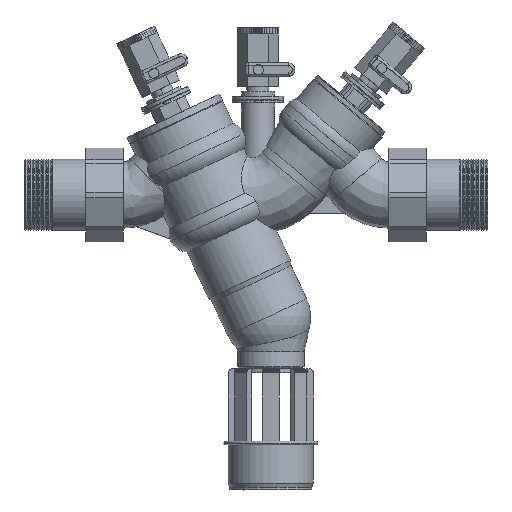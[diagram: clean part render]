
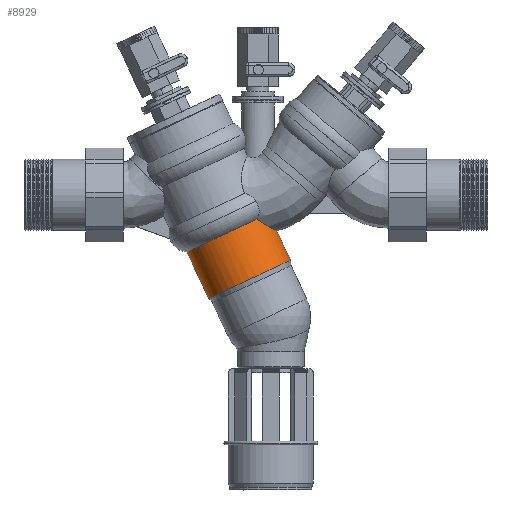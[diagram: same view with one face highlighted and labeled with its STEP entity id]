
A CAD part, front view. The second image highlights one B-rep face of the part: STEP entity #8929.
In plain terms, the highlighted cylindrical face has radius 26.5 mm (diameter 53 mm), a partial arc.
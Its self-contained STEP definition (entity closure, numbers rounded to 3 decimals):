
#5923=VERTEX_POINT('',#16184);
#6679=EDGE_CURVE('',#5923,#7939,#17012,.T.);
#6949=EDGE_CURVE('',#11009,#14271,#17312,.T.);
#7939=VERTEX_POINT('',#18402);
#8929=ADVANCED_FACE('',(#19485),#19486,.T.);
#9027=EDGE_CURVE('',#9127,#7939,#19594,.T.);
#9127=VERTEX_POINT('',#19700);
#11009=VERTEX_POINT('',#21743);
#12729=EDGE_CURVE('',#11009,#9127,#23639,.T.);
#13079=EDGE_CURVE('',#5923,#14271,#24025,.T.);
#14271=VERTEX_POINT('',#25338);
#16184=CARTESIAN_POINT('',(19.15,0.0,-38.414));
#17012=LINE('',#29554,#29555);
#17312=LINE('',#30138,#30139);
#18402=CARTESIAN_POINT('',(11.16,0.,-21.281));
#19485=FACE_OUTER_BOUND('',#34068,.T.);
#19486=CYLINDRICAL_SURFACE('',#34069,26.5);
#19594=B_SPLINE_CURVE_WITH_KNOTS('',3,(#34224,#34225,#34226,#34227,#34228,#34229,#34230,#34231,#34232,#34233,#34234,#34235,#34236,#34237,#34238,#34239),.UNSPECIFIED.,.F.,.F.,(4,2,2,2,2,2,2,4),(-49.232,-45.673,-41.976,-34.07,-22.252,-13.421,-6.397,-0.0),.UNSPECIFIED.);
#19700=CARTESIAN_POINT('',(-0.491,-18.563,-14.249));
#21743=CARTESIAN_POINT('',(-41.648,0.,-33.441));
#23639=B_SPLINE_CURVE_WITH_KNOTS('',3,(#44259,#44260,#44261,#44262,#44263,#44264,#44265,#44266,#44267,#44268,#44269,#44270,#44271,#44272,#44273,#44274),.UNSPECIFIED.,.F.,.F.,(4,2,2,2,2,2,2,4),(-0.0,5.861,11.723,22.075,32.427,42.779,53.131,62.86),.UNSPECIFIED.);
#24025=CIRCLE('',#46785,26.5);
#25338=CARTESIAN_POINT('',(-28.884,0.,-60.813));
#29554=CARTESIAN_POINT('',(10.697,0.,-20.288));
#29555=VECTOR('',#52861,1.0);
#30138=CARTESIAN_POINT('',(-37.337,0.,-42.687));
#30139=VECTOR('',#53238,1.0);
#34068=EDGE_LOOP('',(#55685,#55686,#55687,#55688,#55689));
#34069=AXIS2_PLACEMENT_3D('',#55690,#55691,#55692);
#34224=CARTESIAN_POINT('',(-16.291,-23.467,4.011));
#34225=CARTESIAN_POINT('',(-15.863,-23.511,2.897));
#34226=CARTESIAN_POINT('',(-15.356,-23.51,1.814));
#34227=CARTESIAN_POINT('',(-14.19,-23.43,-0.323));
#34228=CARTESIAN_POINT('',(-13.527,-23.347,-1.374));
#34229=CARTESIAN_POINT('',(-11.288,-22.967,-4.538));
#34230=CARTESIAN_POINT('',(-9.517,-22.53,-6.524));
#34231=CARTESIAN_POINT('',(-4.895,-20.966,-11.003));
#34232=CARTESIAN_POINT('',(-1.868,-19.581,-13.335));
#34233=CARTESIAN_POINT('',(3.097,-16.128,-16.719));
#34234=CARTESIAN_POINT('',(5.13,-14.311,-17.954));
#34235=CARTESIAN_POINT('',(8.191,-10.355,-19.71));
#34236=CARTESIAN_POINT('',(9.321,-8.379,-20.317));
#34237=CARTESIAN_POINT('',(10.786,-4.219,-21.091));
#34238=CARTESIAN_POINT('',(11.16,-2.132,-21.281));
#34239=CARTESIAN_POINT('',(11.16,0.0,-21.281));
#44259=CARTESIAN_POINT('',(-41.648,0.,-33.441));
#44260=CARTESIAN_POINT('',(-41.648,-1.954,-33.441));
#44261=CARTESIAN_POINT('',(-41.453,-3.902,-33.35));
#44262=CARTESIAN_POINT('',(-40.676,-7.714,-32.988));
#44263=CARTESIAN_POINT('',(-40.098,-9.567,-32.718));
#44264=CARTESIAN_POINT('',(-38.004,-14.452,-31.741));
#44265=CARTESIAN_POINT('',(-36.127,-17.254,-30.866));
#44266=CARTESIAN_POINT('',(-31.506,-21.904,-28.711));
#44267=CARTESIAN_POINT('',(-28.805,-23.71,-27.452));
#44268=CARTESIAN_POINT('',(-22.93,-26.076,-24.712));
#44269=CARTESIAN_POINT('',(-19.811,-26.615,-23.258));
#44270=CARTESIAN_POINT('',(-13.561,-26.344,-20.344));
#44271=CARTESIAN_POINT('',(-10.49,-25.536,-18.912));
#44272=CARTESIAN_POINT('',(-4.973,-22.753,-16.339));
#44273=CARTESIAN_POINT('',(-2.548,-20.875,-15.208));
#44274=CARTESIAN_POINT('',(-0.491,-18.563,-14.249));
#46785=AXIS2_PLACEMENT_3D('',#60572,#60573,#60574);
#52861=DIRECTION('',(-0.423,0.0,0.906));
#53238=DIRECTION('',(0.423,-0.0,-0.906));
#55685=ORIENTED_EDGE('',*,*,#6679,.T.);
#55686=ORIENTED_EDGE('',*,*,#9027,.F.);
#55687=ORIENTED_EDGE('',*,*,#12729,.F.);
#55688=ORIENTED_EDGE('',*,*,#6949,.T.);
#55689=ORIENTED_EDGE('',*,*,#13079,.F.);
#55690=CARTESIAN_POINT('',(-13.32,0.0,-31.488));
#55691=DIRECTION('',(0.423,-0.0,-0.906));
#55692=DIRECTION('',(0.906,0.0,0.423));
#60572=CARTESIAN_POINT('',(-4.867,0.0,-49.614));
#60573=DIRECTION('',(0.423,0.0,-0.906));
#60574=DIRECTION('',(0.906,0.0,0.423));
